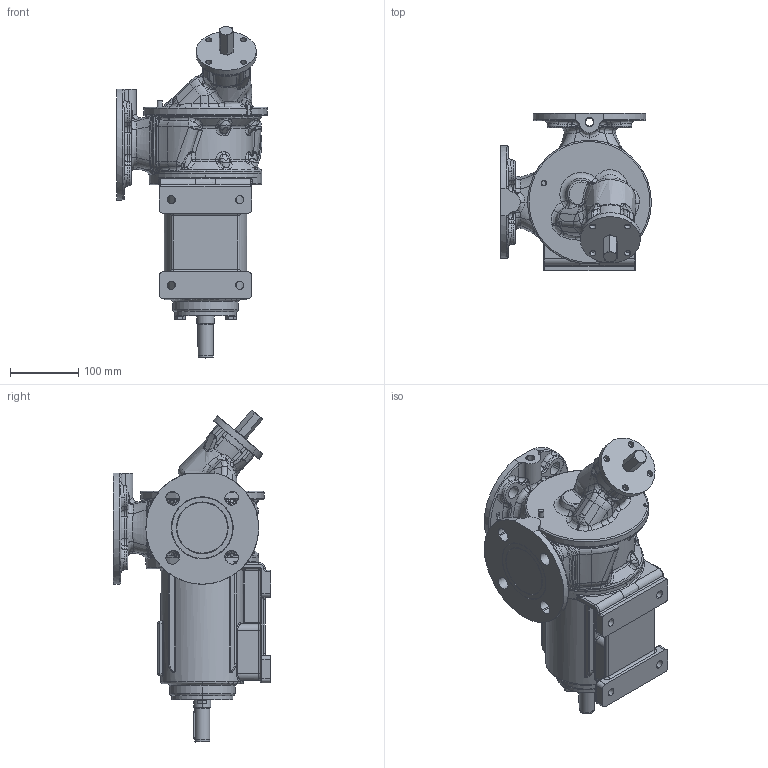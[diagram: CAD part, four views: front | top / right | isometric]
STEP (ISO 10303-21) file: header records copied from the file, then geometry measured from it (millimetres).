
FILE_DESCRIPTION((''),'2;1');
FILE_NAME('R_51_K1B_Y','2020-12-22T15:29:34',('Nicola'),(''),'CREO PARAMETRIC BY PTC INC, 2020342','CREO PARAMETRIC BY PTC INC, 2020342','');
FILE_SCHEMA(('CONFIG_CONTROL_DESIGN'));
Products named in the file (1): R_51_K1B_Y
Bounding box: 220.46 x 230 x 485.96 mm (x, y, z)
Volume: 6482834.9 mm3; surface area: 385096.1 mm2
Topology: 2 solids, 2 shells, 1488 faces, 3547 edges, 2088 vertices
Faces by surface type: bspline 596, plane 304, cylinder 292, torus 183, cone 71, sphere 37, extrusion 5
Entity records: 78497 total; most frequent: CARTESIAN_POINT 47876, ORIENTED_EDGE 7090, DIRECTION 5520, EDGE_CURVE 3545, AXIS2_PLACEMENT_3D 2252, VERTEX_POINT 2088, EDGE_LOOP 1541, FACE_OUTER_BOUND 1488
